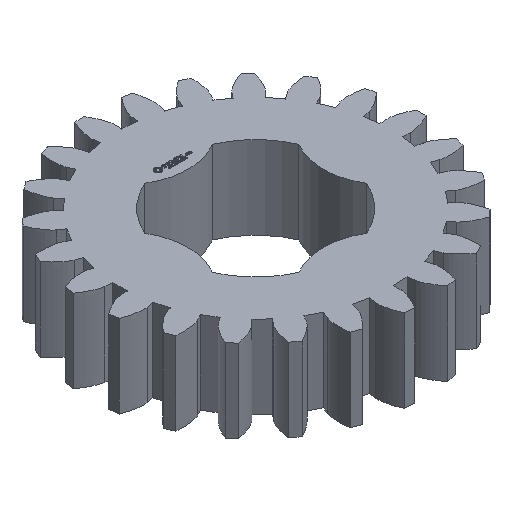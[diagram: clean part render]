
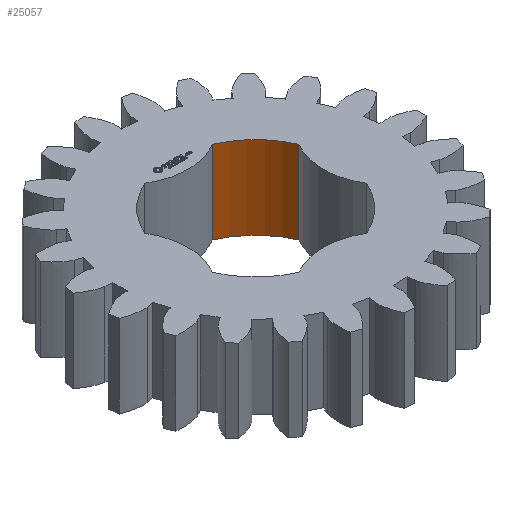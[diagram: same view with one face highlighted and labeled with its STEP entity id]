
A CAD part, isometric view. The second image highlights one B-rep face of the part: STEP entity #25057.
In plain terms, the highlighted cylindrical face has radius 6.35 mm (diameter 12.7 mm), a partial arc.
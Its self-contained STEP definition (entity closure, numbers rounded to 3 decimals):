
#93 = PLANE('',#94);
#94 = AXIS2_PLACEMENT_3D('',#95,#96,#97);
#95 = CARTESIAN_POINT('',(0.,0.,6.25));
#96 = DIRECTION('',(0.,0.,1.));
#97 = DIRECTION('',(1.,0.,0.));
#168 = PLANE('',#169);
#169 = AXIS2_PLACEMENT_3D('',#170,#171,#172);
#170 = CARTESIAN_POINT('',(0.,0.,0.));
#171 = DIRECTION('',(0.,0.,1.));
#172 = DIRECTION('',(1.,0.,0.));
#6800 = VERTEX_POINT('',#6801);
#6801 = CARTESIAN_POINT('',(2.55,5.816,0.));
#6816 = CYLINDRICAL_SURFACE('',#6817,4.9);
#6817 = AXIS2_PLACEMENT_3D('',#6818,#6819,#6820);
#6818 = CARTESIAN_POINT('',(0.,10.,0.));
#6819 = DIRECTION('',(0.,-0.,-1.));
#6820 = DIRECTION('',(0.707,0.707,0.));
#6828 = EDGE_CURVE('',#6829,#6800,#6831,.T.);
#6829 = VERTEX_POINT('',#6830);
#6830 = CARTESIAN_POINT('',(5.816,2.55,0.));
#6831 = SURFACE_CURVE('',#6832,(#6837,#6844),.PCURVE_S1.);
#6832 = CIRCLE('',#6833,6.35);
#6833 = AXIS2_PLACEMENT_3D('',#6834,#6835,#6836);
#6834 = CARTESIAN_POINT('',(0.,0.,0.));
#6835 = DIRECTION('',(0.,-0.,1.));
#6836 = DIRECTION('',(0.707,0.707,0.));
#6837 = PCURVE('',#168,#6838);
#6838 = DEFINITIONAL_REPRESENTATION('',(#6839),#6843);
#6839 = CIRCLE('',#6840,6.35);
#6840 = AXIS2_PLACEMENT_2D('',#6841,#6842);
#6841 = CARTESIAN_POINT('',(0.,0.));
#6842 = DIRECTION('',(0.707,0.707));
#6843 = ( GEOMETRIC_REPRESENTATION_CONTEXT(2) 
PARAMETRIC_REPRESENTATION_CONTEXT() REPRESENTATION_CONTEXT('2D SPACE',''
  ) );
#6844 = PCURVE('',#6845,#6850);
#6845 = CYLINDRICAL_SURFACE('',#6846,6.35);
#6846 = AXIS2_PLACEMENT_3D('',#6847,#6848,#6849);
#6847 = CARTESIAN_POINT('',(0.,0.,0.));
#6848 = DIRECTION('',(0.,-0.,-1.));
#6849 = DIRECTION('',(0.707,0.707,0.));
#6850 = DEFINITIONAL_REPRESENTATION('',(#6851),#6855);
#6851 = LINE('',#6852,#6853);
#6852 = CARTESIAN_POINT('',(-0.,0.));
#6853 = VECTOR('',#6854,1.);
#6854 = DIRECTION('',(-1.,0.));
#6855 = ( GEOMETRIC_REPRESENTATION_CONTEXT(2) 
PARAMETRIC_REPRESENTATION_CONTEXT() REPRESENTATION_CONTEXT('2D SPACE',''
  ) );
#6874 = CYLINDRICAL_SURFACE('',#6875,4.9);
#6875 = AXIS2_PLACEMENT_3D('',#6876,#6877,#6878);
#6876 = CARTESIAN_POINT('',(10.,0.,0.));
#6877 = DIRECTION('',(0.,-0.,-1.));
#6878 = DIRECTION('',(0.707,0.707,0.));
#11634 = VERTEX_POINT('',#11635);
#11635 = CARTESIAN_POINT('',(2.55,5.816,6.25));
#11657 = EDGE_CURVE('',#11658,#11634,#11660,.T.);
#11658 = VERTEX_POINT('',#11659);
#11659 = CARTESIAN_POINT('',(5.816,2.55,6.25));
#11660 = SURFACE_CURVE('',#11661,(#11666,#11673),.PCURVE_S1.);
#11661 = CIRCLE('',#11662,6.35);
#11662 = AXIS2_PLACEMENT_3D('',#11663,#11664,#11665);
#11663 = CARTESIAN_POINT('',(0.,0.,6.25)
  );
#11664 = DIRECTION('',(0.,-0.,1.));
#11665 = DIRECTION('',(0.707,0.707,0.));
#11666 = PCURVE('',#93,#11667);
#11667 = DEFINITIONAL_REPRESENTATION('',(#11668),#11672);
#11668 = CIRCLE('',#11669,6.35);
#11669 = AXIS2_PLACEMENT_2D('',#11670,#11671);
#11670 = CARTESIAN_POINT('',(0.,0.));
#11671 = DIRECTION('',(0.707,0.707));
#11672 = ( GEOMETRIC_REPRESENTATION_CONTEXT(2) 
PARAMETRIC_REPRESENTATION_CONTEXT() REPRESENTATION_CONTEXT('2D SPACE',''
  ) );
#11673 = PCURVE('',#6845,#11674);
#11674 = DEFINITIONAL_REPRESENTATION('',(#11675),#11679);
#11675 = LINE('',#11676,#11677);
#11676 = CARTESIAN_POINT('',(-0.,-6.25));
#11677 = VECTOR('',#11678,1.);
#11678 = DIRECTION('',(-1.,0.));
#11679 = ( GEOMETRIC_REPRESENTATION_CONTEXT(2) 
PARAMETRIC_REPRESENTATION_CONTEXT() REPRESENTATION_CONTEXT('2D SPACE',''
  ) );
#25034 = EDGE_CURVE('',#6829,#11658,#25035,.T.);
#25035 = SURFACE_CURVE('',#25036,(#25040,#25047),.PCURVE_S1.);
#25036 = LINE('',#25037,#25038);
#25037 = CARTESIAN_POINT('',(5.816,2.55,0.));
#25038 = VECTOR('',#25039,1.);
#25039 = DIRECTION('',(0.,0.,1.));
#25040 = PCURVE('',#6874,#25041);
#25041 = DEFINITIONAL_REPRESENTATION('',(#25042),#25046);
#25042 = LINE('',#25043,#25044);
#25043 = CARTESIAN_POINT('',(-1.809,0.));
#25044 = VECTOR('',#25045,1.);
#25045 = DIRECTION('',(-0.,-1.));
#25046 = ( GEOMETRIC_REPRESENTATION_CONTEXT(2) 
PARAMETRIC_REPRESENTATION_CONTEXT() REPRESENTATION_CONTEXT('2D SPACE',''
  ) );
#25047 = PCURVE('',#6845,#25048);
#25048 = DEFINITIONAL_REPRESENTATION('',(#25049),#25053);
#25049 = LINE('',#25050,#25051);
#25050 = CARTESIAN_POINT('',(-5.911,0.));
#25051 = VECTOR('',#25052,1.);
#25052 = DIRECTION('',(-0.,-1.));
#25053 = ( GEOMETRIC_REPRESENTATION_CONTEXT(2) 
PARAMETRIC_REPRESENTATION_CONTEXT() REPRESENTATION_CONTEXT('2D SPACE',''
  ) );
#25057 = ADVANCED_FACE('',(#25058),#6845,.F.);
#25058 = FACE_BOUND('',#25059,.T.);
#25059 = EDGE_LOOP('',(#25060,#25061,#25062,#25083));
#25060 = ORIENTED_EDGE('',*,*,#25034,.T.);
#25061 = ORIENTED_EDGE('',*,*,#11657,.T.);
#25062 = ORIENTED_EDGE('',*,*,#25063,.F.);
#25063 = EDGE_CURVE('',#6800,#11634,#25064,.T.);
#25064 = SURFACE_CURVE('',#25065,(#25069,#25076),.PCURVE_S1.);
#25065 = LINE('',#25066,#25067);
#25066 = CARTESIAN_POINT('',(2.55,5.816,0.));
#25067 = VECTOR('',#25068,1.);
#25068 = DIRECTION('',(0.,0.,1.));
#25069 = PCURVE('',#6845,#25070);
#25070 = DEFINITIONAL_REPRESENTATION('',(#25071),#25075);
#25071 = LINE('',#25072,#25073);
#25072 = CARTESIAN_POINT('',(-6.655,0.));
#25073 = VECTOR('',#25074,1.);
#25074 = DIRECTION('',(-0.,-1.));
#25075 = ( GEOMETRIC_REPRESENTATION_CONTEXT(2) 
PARAMETRIC_REPRESENTATION_CONTEXT() REPRESENTATION_CONTEXT('2D SPACE',''
  ) );
#25076 = PCURVE('',#6816,#25077);
#25077 = DEFINITIONAL_REPRESENTATION('',(#25078),#25082);
#25078 = LINE('',#25079,#25080);
#25079 = CARTESIAN_POINT('',(-4.474,0.));
#25080 = VECTOR('',#25081,1.);
#25081 = DIRECTION('',(-0.,-1.));
#25082 = ( GEOMETRIC_REPRESENTATION_CONTEXT(2) 
PARAMETRIC_REPRESENTATION_CONTEXT() REPRESENTATION_CONTEXT('2D SPACE',''
  ) );
#25083 = ORIENTED_EDGE('',*,*,#6828,.F.);
